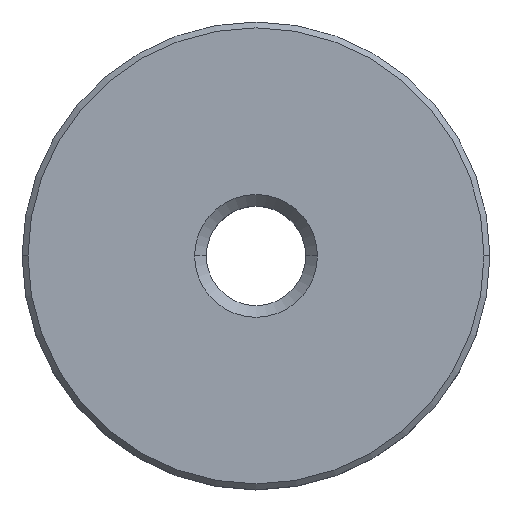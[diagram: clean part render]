
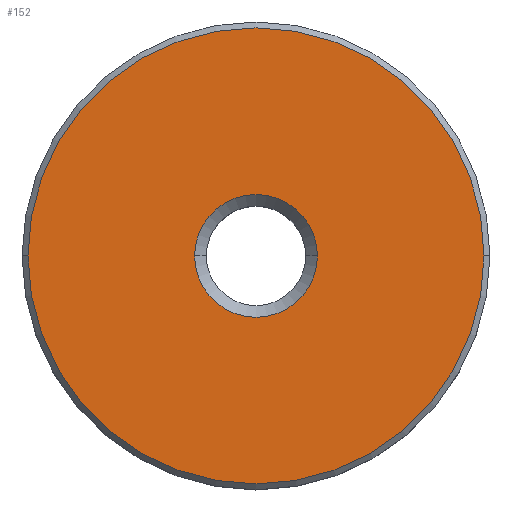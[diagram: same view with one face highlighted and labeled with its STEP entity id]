
A CAD part, top view. The second image highlights one B-rep face of the part: STEP entity #152.
In plain terms, the highlighted planar face has unit normal (0, 0, 1).
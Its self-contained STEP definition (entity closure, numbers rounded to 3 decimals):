
#10 = CIRCLE ( 'NONE', #370, 5.25 ) ;
#16 = DIRECTION ( 'NONE',  ( 0., 0., 1. ) ) ;
#19 = ORIENTED_EDGE ( 'NONE', *, *, #328, .T. ) ;
#21 = EDGE_LOOP ( 'NONE', ( #57, #268 ) ) ;
#24 = ORIENTED_EDGE ( 'NONE', *, *, #306, .T. ) ;
#25 = VERTEX_POINT ( 'NONE', #276 ) ;
#31 = PLANE ( 'NONE',  #166 ) ;
#57 = ORIENTED_EDGE ( 'NONE', *, *, #367, .F. ) ;
#62 = CARTESIAN_POINT ( 'NONE',  ( -5.25, 0., 10. ) ) ;
#63 = AXIS2_PLACEMENT_3D ( 'NONE', #196, #352, #135 ) ;
#67 = DIRECTION ( 'NONE',  ( 1., 0., 0. ) ) ;
#74 = CARTESIAN_POINT ( 'NONE',  ( 0., 0., 10. ) ) ;
#79 = AXIS2_PLACEMENT_3D ( 'NONE', #140, #16, #275 ) ;
#94 = VERTEX_POINT ( 'NONE', #62 ) ;
#106 = CIRCLE ( 'NONE', #350, 5.25 ) ;
#132 = DIRECTION ( 'NONE',  ( 1., 0., 0. ) ) ;
#134 = DIRECTION ( 'NONE',  ( 0., 0., 1. ) ) ;
#135 = DIRECTION ( 'NONE',  ( 1., 0., 0. ) ) ;
#140 = CARTESIAN_POINT ( 'NONE',  ( 0., 0., 10. ) ) ;
#152 = ADVANCED_FACE ( 'NONE', ( #366, #305 ), #31, .T. ) ;
#163 = CIRCLE ( 'NONE', #79, 19.5 ) ;
#166 = AXIS2_PLACEMENT_3D ( 'NONE', #220, #134, #132 ) ;
#174 = EDGE_LOOP ( 'NONE', ( #24, #19 ) ) ;
#186 = DIRECTION ( 'NONE',  ( 0., 0., 1. ) ) ;
#190 = CARTESIAN_POINT ( 'NONE',  ( 0., 0., 10. ) ) ;
#196 = CARTESIAN_POINT ( 'NONE',  ( 0., 0., 10. ) ) ;
#207 = EDGE_CURVE ( 'NONE', #94, #329, #10, .T. ) ;
#220 = CARTESIAN_POINT ( 'NONE',  ( 0., 0., 10. ) ) ;
#268 = ORIENTED_EDGE ( 'NONE', *, *, #207, .F. ) ;
#275 = DIRECTION ( 'NONE',  ( 1., 0., 0. ) ) ;
#276 = CARTESIAN_POINT ( 'NONE',  ( -19.5, 0., 10. ) ) ;
#280 = DIRECTION ( 'NONE',  ( 1., 0., 0. ) ) ;
#305 = FACE_BOUND ( 'NONE', #21, .T. ) ;
#306 = EDGE_CURVE ( 'NONE', #25, #385, #349, .T. ) ;
#311 = DIRECTION ( 'NONE',  ( 0., 0., 1. ) ) ;
#328 = EDGE_CURVE ( 'NONE', #385, #25, #163, .T. ) ;
#329 = VERTEX_POINT ( 'NONE', #336 ) ;
#336 = CARTESIAN_POINT ( 'NONE',  ( 5.25, 0., 10. ) ) ;
#340 = CARTESIAN_POINT ( 'NONE',  ( 19.5, 0., 10. ) ) ;
#349 = CIRCLE ( 'NONE', #63, 19.5 ) ;
#350 = AXIS2_PLACEMENT_3D ( 'NONE', #74, #186, #67 ) ;
#352 = DIRECTION ( 'NONE',  ( 0., 0., 1. ) ) ;
#366 = FACE_OUTER_BOUND ( 'NONE', #174, .T. ) ;
#367 = EDGE_CURVE ( 'NONE', #329, #94, #106, .T. ) ;
#370 = AXIS2_PLACEMENT_3D ( 'NONE', #190, #311, #280 ) ;
#385 = VERTEX_POINT ( 'NONE', #340 ) ;
